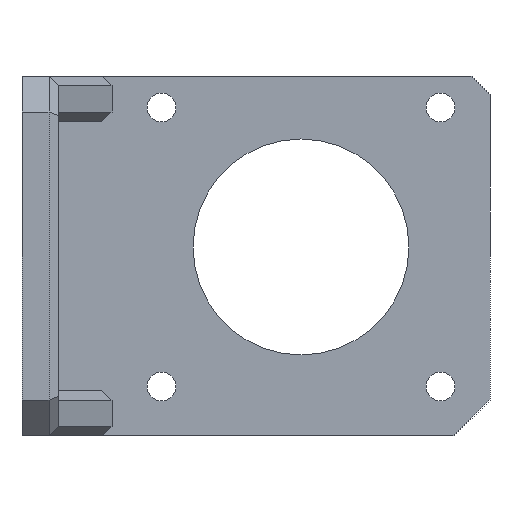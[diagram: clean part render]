
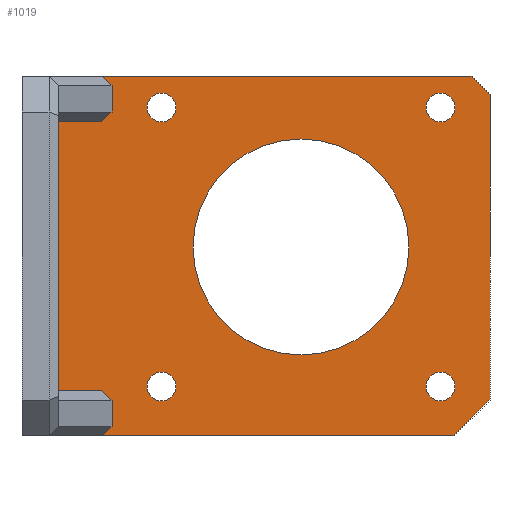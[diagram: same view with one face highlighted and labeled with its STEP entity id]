
A CAD part, left-side view. The second image highlights one B-rep face of the part: STEP entity #1019.
In plain terms, the highlighted planar face has unit normal (-1, 0, 0).
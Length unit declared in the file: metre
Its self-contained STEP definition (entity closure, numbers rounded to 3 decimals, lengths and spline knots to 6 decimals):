
#57=LINE('',#1531,#180);
#58=LINE('',#1534,#181);
#59=LINE('',#1536,#182);
#60=LINE('',#1538,#183);
#61=LINE('',#1540,#184);
#62=LINE('',#1542,#185);
#63=LINE('',#1544,#186);
#64=LINE('',#1546,#187);
#65=LINE('',#1548,#188);
#66=LINE('',#1550,#189);
#67=LINE('',#1552,#190);
#68=LINE('',#1554,#191);
#69=LINE('',#1556,#192);
#70=LINE('',#1558,#193);
#180=VECTOR('',#1228,1.);
#181=VECTOR('',#1229,1.);
#182=VECTOR('',#1230,1.);
#183=VECTOR('',#1231,1.);
#184=VECTOR('',#1232,1.);
#185=VECTOR('',#1233,1.);
#186=VECTOR('',#1234,1.);
#187=VECTOR('',#1235,1.);
#188=VECTOR('',#1236,1.);
#189=VECTOR('',#1237,1.);
#190=VECTOR('',#1238,1.);
#191=VECTOR('',#1239,1.);
#192=VECTOR('',#1240,1.);
#193=VECTOR('',#1241,1.);
#312=ORIENTED_EDGE('',*,*,#592,.T.);
#313=ORIENTED_EDGE('',*,*,#593,.T.);
#314=ORIENTED_EDGE('',*,*,#594,.T.);
#315=ORIENTED_EDGE('',*,*,#595,.T.);
#316=ORIENTED_EDGE('',*,*,#596,.T.);
#317=ORIENTED_EDGE('',*,*,#597,.F.);
#318=ORIENTED_EDGE('',*,*,#598,.T.);
#319=ORIENTED_EDGE('',*,*,#599,.T.);
#320=ORIENTED_EDGE('',*,*,#600,.T.);
#321=ORIENTED_EDGE('',*,*,#601,.F.);
#322=ORIENTED_EDGE('',*,*,#602,.T.);
#323=ORIENTED_EDGE('',*,*,#603,.T.);
#324=ORIENTED_EDGE('',*,*,#604,.T.);
#325=ORIENTED_EDGE('',*,*,#605,.F.);
#326=ORIENTED_EDGE('',*,*,#606,.T.);
#327=ORIENTED_EDGE('',*,*,#607,.T.);
#328=ORIENTED_EDGE('',*,*,#608,.T.);
#329=ORIENTED_EDGE('',*,*,#609,.F.);
#330=ORIENTED_EDGE('',*,*,#610,.T.);
#592=EDGE_CURVE('',#731,#731,#793,.T.);
#593=EDGE_CURVE('',#732,#732,#794,.T.);
#594=EDGE_CURVE('',#733,#733,#795,.T.);
#595=EDGE_CURVE('',#734,#734,#796,.T.);
#596=EDGE_CURVE('',#735,#735,#797,.T.);
#597=EDGE_CURVE('',#736,#737,#57,.T.);
#598=EDGE_CURVE('',#736,#738,#58,.T.);
#599=EDGE_CURVE('',#738,#739,#59,.T.);
#600=EDGE_CURVE('',#739,#740,#60,.T.);
#601=EDGE_CURVE('',#741,#740,#61,.T.);
#602=EDGE_CURVE('',#741,#742,#62,.F.);
#603=EDGE_CURVE('',#742,#743,#63,.T.);
#604=EDGE_CURVE('',#743,#744,#64,.T.);
#605=EDGE_CURVE('',#745,#744,#65,.T.);
#606=EDGE_CURVE('',#745,#746,#66,.F.);
#607=EDGE_CURVE('',#746,#747,#67,.T.);
#608=EDGE_CURVE('',#747,#748,#68,.T.);
#609=EDGE_CURVE('',#749,#748,#69,.T.);
#610=EDGE_CURVE('',#749,#737,#70,.F.);
#731=VERTEX_POINT('',#1522);
#732=VERTEX_POINT('',#1524);
#733=VERTEX_POINT('',#1526);
#734=VERTEX_POINT('',#1528);
#735=VERTEX_POINT('',#1530);
#736=VERTEX_POINT('',#1532);
#737=VERTEX_POINT('',#1533);
#738=VERTEX_POINT('',#1535);
#739=VERTEX_POINT('',#1537);
#740=VERTEX_POINT('',#1539);
#741=VERTEX_POINT('',#1541);
#742=VERTEX_POINT('',#1543);
#743=VERTEX_POINT('',#1545);
#744=VERTEX_POINT('',#1547);
#745=VERTEX_POINT('',#1549);
#746=VERTEX_POINT('',#1551);
#747=VERTEX_POINT('',#1553);
#748=VERTEX_POINT('',#1555);
#749=VERTEX_POINT('',#1557);
#793=CIRCLE('',#1096,0.0016);
#794=CIRCLE('',#1097,0.0016);
#795=CIRCLE('',#1098,0.0016);
#796=CIRCLE('',#1099,0.0016);
#797=CIRCLE('',#1100,0.012);
#813=EDGE_LOOP('',(#312));
#814=EDGE_LOOP('',(#313));
#815=EDGE_LOOP('',(#314));
#816=EDGE_LOOP('',(#315));
#817=EDGE_LOOP('',(#316));
#818=EDGE_LOOP('',(#317,#318,#319,#320,#321,#322,#323,#324,#325,#326,#327,
#328,#329,#330));
#896=FACE_BOUND('',#813,.T.);
#897=FACE_BOUND('',#814,.T.);
#898=FACE_BOUND('',#815,.T.);
#899=FACE_BOUND('',#816,.T.);
#900=FACE_BOUND('',#817,.T.);
#901=FACE_BOUND('',#818,.T.);
#972=PLANE('',#1095);
#1019=ADVANCED_FACE('',(#896,#897,#898,#899,#900,#901),#972,.F.);
#1095=AXIS2_PLACEMENT_3D('',#1520,#1216,#1217);
#1096=AXIS2_PLACEMENT_3D('',#1521,#1218,#1219);
#1097=AXIS2_PLACEMENT_3D('',#1523,#1220,#1221);
#1098=AXIS2_PLACEMENT_3D('',#1525,#1222,#1223);
#1099=AXIS2_PLACEMENT_3D('',#1527,#1224,#1225);
#1100=AXIS2_PLACEMENT_3D('',#1529,#1226,#1227);
#1216=DIRECTION('',(1.,0.,0.));
#1217=DIRECTION('',(0.,1.,0.));
#1218=DIRECTION('',(1.,0.,0.));
#1219=DIRECTION('',(0.,0.,-1.));
#1220=DIRECTION('',(1.,0.,0.));
#1221=DIRECTION('',(0.,0.,-1.));
#1222=DIRECTION('',(1.,0.,0.));
#1223=DIRECTION('',(0.,0.,-1.));
#1224=DIRECTION('',(1.,0.,0.));
#1225=DIRECTION('',(0.,0.,-1.));
#1226=DIRECTION('',(1.,0.,0.));
#1227=DIRECTION('',(0.,0.,-1.));
#1228=DIRECTION('',(0.,0.,-1.));
#1229=DIRECTION('',(0.,0.707,0.707));
#1230=DIRECTION('',(0.,1.,0.));
#1231=DIRECTION('',(0.,-0.745,-0.667));
#1232=DIRECTION('',(0.,0.,1.));
#1233=DIRECTION('',(0.,-0.745,0.667));
#1234=DIRECTION('',(0.,1.,0.));
#1235=DIRECTION('',(0.,0.,-1.));
#1236=DIRECTION('',(0.,1.,0.));
#1237=DIRECTION('',(0.,0.745,0.667));
#1238=DIRECTION('',(0.,0.,-1.));
#1239=DIRECTION('',(0.,0.745,-0.667));
#1240=DIRECTION('',(0.,1.,0.));
#1241=DIRECTION('',(0.,0.707,-0.707));
#1520=CARTESIAN_POINT('',(0.,-0.026,-0.023));
#1521=CARTESIAN_POINT('',(0.,-0.0465,-0.0385));
#1522=CARTESIAN_POINT('',(0.,-0.0465,-0.0401));
#1523=CARTESIAN_POINT('',(0.,-0.0155,-0.0385));
#1524=CARTESIAN_POINT('',(0.,-0.0155,-0.0401));
#1525=CARTESIAN_POINT('',(0.,-0.0155,-0.0075));
#1526=CARTESIAN_POINT('',(0.,-0.0155,-0.0091));
#1527=CARTESIAN_POINT('',(0.,-0.0465,-0.0075));
#1528=CARTESIAN_POINT('',(0.,-0.0465,-0.0091));
#1529=CARTESIAN_POINT('',(0.,-0.031,-0.023));
#1530=CARTESIAN_POINT('',(0.,-0.031,-0.035));
#1531=CARTESIAN_POINT('',(0.,-0.052,-0.024));
#1532=CARTESIAN_POINT('',(0.,-0.052,-0.006));
#1533=CARTESIAN_POINT('',(0.,-0.052,-0.04));
#1534=CARTESIAN_POINT('',(0.,-0.052,-0.006));
#1535=CARTESIAN_POINT('',(0.,-0.05,-0.004));
#1536=CARTESIAN_POINT('',(0.,-0.026,-0.004));
#1537=CARTESIAN_POINT('',(0.,-0.008882,-0.004));
#1538=CARTESIAN_POINT('',(0.,-0.027833,-0.02095));
#1539=CARTESIAN_POINT('',(0.,-0.01,-0.005));
#1540=CARTESIAN_POINT('',(0.,-0.01,-0.009));
#1541=CARTESIAN_POINT('',(0.,-0.01,-0.008));
#1542=CARTESIAN_POINT('',(0.,-0.011435,-0.006716));
#1543=CARTESIAN_POINT('',(0.,-0.008882,-0.009));
#1544=CARTESIAN_POINT('',(0.,-0.026,-0.009));
#1545=CARTESIAN_POINT('',(0.,-0.004,-0.009));
#1546=CARTESIAN_POINT('',(0.,-0.004,-0.023));
#1547=CARTESIAN_POINT('',(0.,-0.004,-0.039));
#1548=CARTESIAN_POINT('',(0.,-0.026,-0.039));
#1549=CARTESIAN_POINT('',(0.,-0.008882,-0.039));
#1550=CARTESIAN_POINT('',(0.,-0.010442,-0.040395));
#1551=CARTESIAN_POINT('',(0.,-0.01,-0.04));
#1552=CARTESIAN_POINT('',(0.,-0.01,-0.039));
#1553=CARTESIAN_POINT('',(0.,-0.01,-0.043));
#1554=CARTESIAN_POINT('',(0.,-0.028827,-0.026161));
#1555=CARTESIAN_POINT('',(0.,-0.008882,-0.044));
#1556=CARTESIAN_POINT('',(0.,-0.026,-0.044));
#1557=CARTESIAN_POINT('',(0.,-0.048,-0.044));
#1558=CARTESIAN_POINT('',(0.,-0.048,-0.044));
